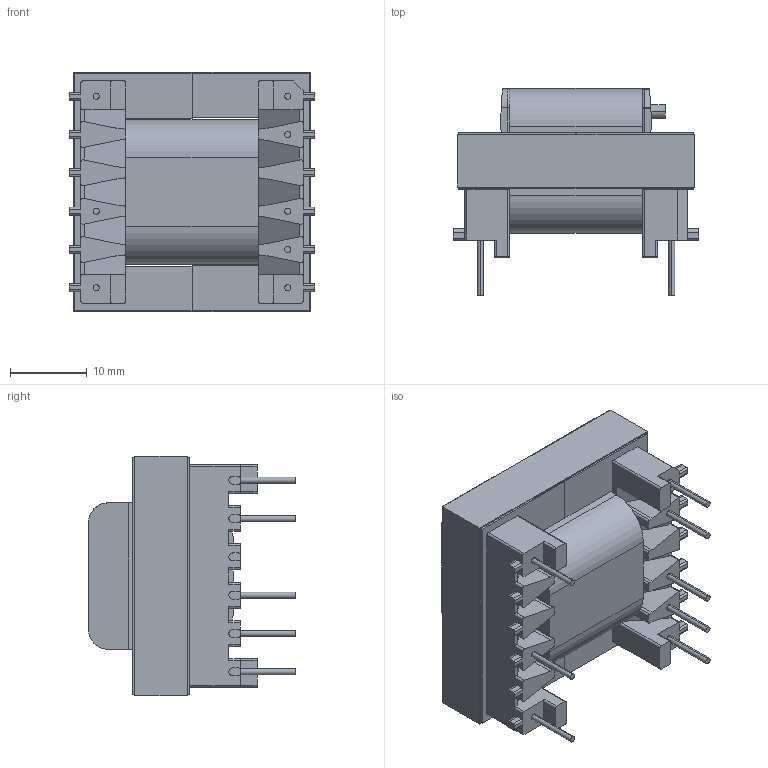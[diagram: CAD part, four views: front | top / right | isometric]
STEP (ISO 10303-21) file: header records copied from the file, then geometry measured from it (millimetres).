
FILE_DESCRIPTION (( 'STEP AP214' ), '1' );
FILE_NAME ('EE30-5313-0730_MP3-8-10-11.STEP', '2021-06-30T18:33:47', ( '' ), ( '' ), 'SwSTEP 2.0', 'SolidWorks 2017', '' );
FILE_SCHEMA (( 'AUTOMOTIVE_DESIGN' ));
Length unit declared in the file: millimetre
Products named in the file (5): EE30-5313-0730_MP3-8-10-11; EE30-5313; 440-9200-0730; 070-5313_6D; 150-0730_6C
Assembly tree (5 placements, depth 2):
  EE30-5313-0730_MP3-8-10-11
    070-5313_6D
    EE30-5313
    150-0730_6C  x2
    440-9200-0730
Bounding box: 32 x 27.01 x 31.32 mm (x, y, z)
Volume: 12428.8 mm3; surface area: 11497.7 mm2
Topology: 5 solids, 5 shells, 351 faces, 975 edges, 640 vertices
Faces by surface type: plane 205, cylinder 141, torus 3, sphere 2
Entity records: 11268 total; most frequent: CARTESIAN_POINT 1980, ORIENTED_EDGE 1876, DIRECTION 1859, EDGE_CURVE 938, VECTOR 653, LINE 653, VERTEX_POINT 616, AXIS2_PLACEMENT_3D 603
